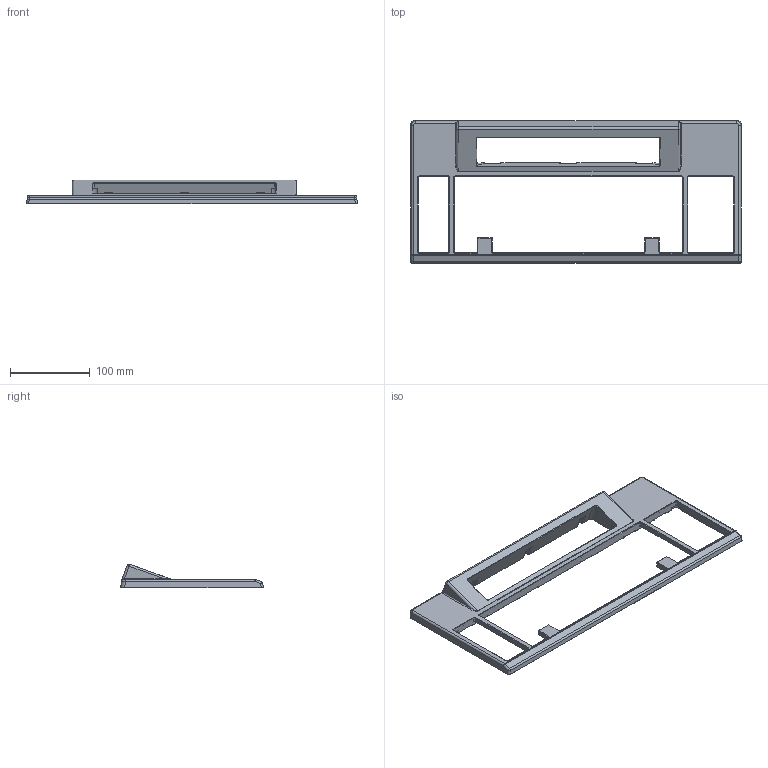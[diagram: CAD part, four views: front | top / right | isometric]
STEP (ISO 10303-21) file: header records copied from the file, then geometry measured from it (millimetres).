
FILE_DESCRIPTION(/* description */ ('STEP AP214','CAx-IF Rec.Pracs.---User Defined Attributes---1.5---2016-08-15'),/* implementation_level */ '2;1');
FILE_NAME(/* name */ '6934ef03dd5747af1b70c235',/* time_stamp */ '2025-12-07T03:05:40Z',/* author */ (''),/* organization */ (''),/* preprocessor_version */ 'ST-DEVELOPER v20',/* originating_system */ 'ONSHAPE BY PTC INC, 1.207',/* authorisation */ ' ');
FILE_SCHEMA (('AUTOMOTIVE_DESIGN {1 0 10303 214 3 1 1}'));
Length unit declared in the file: metre
Products named in the file (1): Top Case
Bounding box: 414.36 x 178.57 x 30.02 mm (x, y, z)
Volume: 357904.6 mm3; surface area: 99308.7 mm2
Topology: 1 solids, 1 shells, 605 faces, 1558 edges, 950 vertices
Faces by surface type: plane 218, cylinder 199, cone 137, bspline 45, sphere 6
Full cylindrical faces by diameter (mm): 2.05 x61, 3 x4
Entity records: 17460 total; most frequent: CARTESIAN_POINT 4035, DIRECTION 2757, ORIENTED_EDGE 2604, EDGE_CURVE 1302, AXIS2_PLACEMENT_3D 1028, VERTEX_POINT 889, FACE_BOUND 803, EDGE_LOOP 742
